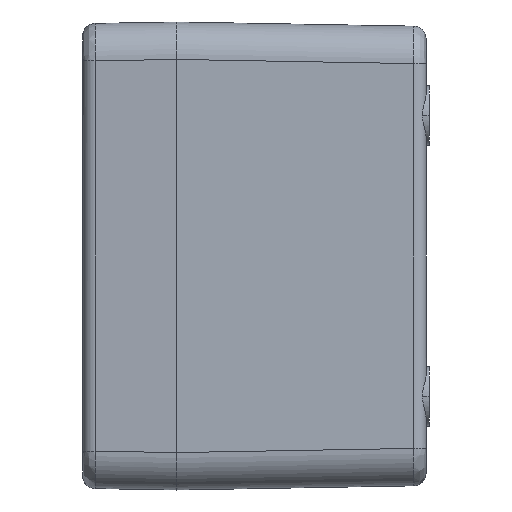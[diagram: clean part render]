
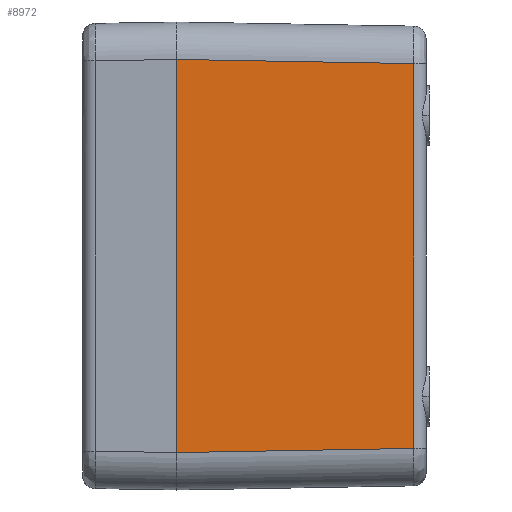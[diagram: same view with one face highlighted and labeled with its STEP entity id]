
A CAD part, left-side view. The second image highlights one B-rep face of the part: STEP entity #8972.
In plain terms, the highlighted planar face has unit normal (-1, -0.018, 0).
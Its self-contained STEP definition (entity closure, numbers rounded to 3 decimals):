
#741 = EDGE_CURVE ( 'NONE', #1991, #12619, #6932, .T. ) ;
#1012 = DIRECTION ( 'NONE',  ( -1., -0.017, 0. ) ) ;
#1029 = CARTESIAN_POINT ( 'NONE',  ( -79.336, -38.035, -30.837 ) ) ;
#1079 = PLANE ( 'NONE',  #5478 ) ;
#1251 = B_SPLINE_CURVE_WITH_KNOTS ( 'NONE', 3,
 ( #12711, #9457, #10791, #12415 ),
 .UNSPECIFIED., .F., .F.,
 ( 4, 4 ),
 ( 0., 1. ),
 .UNSPECIFIED. ) ;
#1537 = CARTESIAN_POINT ( 'NONE',  ( -79.336, -38.035, -30.837 ) ) ;
#1991 = VERTEX_POINT ( 'NONE', #12457 ) ;
#2054 = FACE_OUTER_BOUND ( 'NONE', #4945, .T. ) ;
#2719 = CARTESIAN_POINT ( 'NONE',  ( -80., 0., 31.501 ) ) ;
#2954 = CARTESIAN_POINT ( 'NONE',  ( -79.779, -12.678, -31.28 ) ) ;
#3371 = VERTEX_POINT ( 'NONE', #4374 ) ;
#3745 = CARTESIAN_POINT ( 'NONE',  ( -79.557, -25.357, 31.058 ) ) ;
#3831 = CARTESIAN_POINT ( 'NONE',  ( -80., 0., 31.501 ) ) ;
#3846 = CARTESIAN_POINT ( 'NONE',  ( -79.336, -38.035, 30.837 ) ) ;
#4374 = CARTESIAN_POINT ( 'NONE',  ( -80., 0., 31.501 ) ) ;
#4945 = EDGE_LOOP ( 'NONE', ( #11490, #11611, #11373, #9417 ) ) ;
#5452 = B_SPLINE_CURVE_WITH_KNOTS ( 'NONE', 3,
 ( #2719, #12592, #3745, #10837 ),
 .UNSPECIFIED., .F., .F.,
 ( 4, 4 ),
 ( 0., 1. ),
 .UNSPECIFIED. ) ;
#5478 = AXIS2_PLACEMENT_3D ( 'NONE', #9877, #1012, #5993 ) ;
#5993 = DIRECTION ( 'NONE',  ( -0.017, 1., 0. ) ) ;
#6363 = VERTEX_POINT ( 'NONE', #3846 ) ;
#6932 = B_SPLINE_CURVE_WITH_KNOTS ( 'NONE', 3,
 ( #10792, #2954, #10859, #1029 ),
 .UNSPECIFIED., .F., .F.,
 ( 4, 4 ),
 ( 0., 1. ),
 .UNSPECIFIED. ) ;
#6940 = EDGE_CURVE ( 'NONE', #3371, #1991, #10577, .T. ) ;
#7001 = VECTOR ( 'NONE', #7789, 1000. ) ;
#7737 = EDGE_CURVE ( 'NONE', #3371, #6363, #5452, .T. ) ;
#7789 = DIRECTION ( 'NONE',  ( 0., 0., -1. ) ) ;
#8972 = ADVANCED_FACE ( 'NONE', ( #2054 ), #1079, .T. ) ;
#9417 = ORIENTED_EDGE ( 'NONE', *, *, #11118, .T. ) ;
#9457 = CARTESIAN_POINT ( 'NONE',  ( -79.336, -38.035, -10.279 ) ) ;
#9877 = CARTESIAN_POINT ( 'NONE',  ( -80., 0., -40.833 ) ) ;
#10577 = LINE ( 'NONE', #3831, #7001 ) ;
#10791 = CARTESIAN_POINT ( 'NONE',  ( -79.336, -38.035, 10.279 ) ) ;
#10792 = CARTESIAN_POINT ( 'NONE',  ( -80., 0., -31.501 ) ) ;
#10837 = CARTESIAN_POINT ( 'NONE',  ( -79.336, -38.035, 30.837 ) ) ;
#10859 = CARTESIAN_POINT ( 'NONE',  ( -79.557, -25.357, -31.058 ) ) ;
#11118 = EDGE_CURVE ( 'NONE', #12619, #6363, #1251, .T. ) ;
#11373 = ORIENTED_EDGE ( 'NONE', *, *, #741, .T. ) ;
#11490 = ORIENTED_EDGE ( 'NONE', *, *, #7737, .F. ) ;
#11611 = ORIENTED_EDGE ( 'NONE', *, *, #6940, .T. ) ;
#12415 = CARTESIAN_POINT ( 'NONE',  ( -79.336, -38.035, 30.837 ) ) ;
#12457 = CARTESIAN_POINT ( 'NONE',  ( -80., 0., -31.501 ) ) ;
#12592 = CARTESIAN_POINT ( 'NONE',  ( -79.779, -12.678, 31.28 ) ) ;
#12619 = VERTEX_POINT ( 'NONE', #1537 ) ;
#12711 = CARTESIAN_POINT ( 'NONE',  ( -79.336, -38.035, -30.837 ) ) ;
